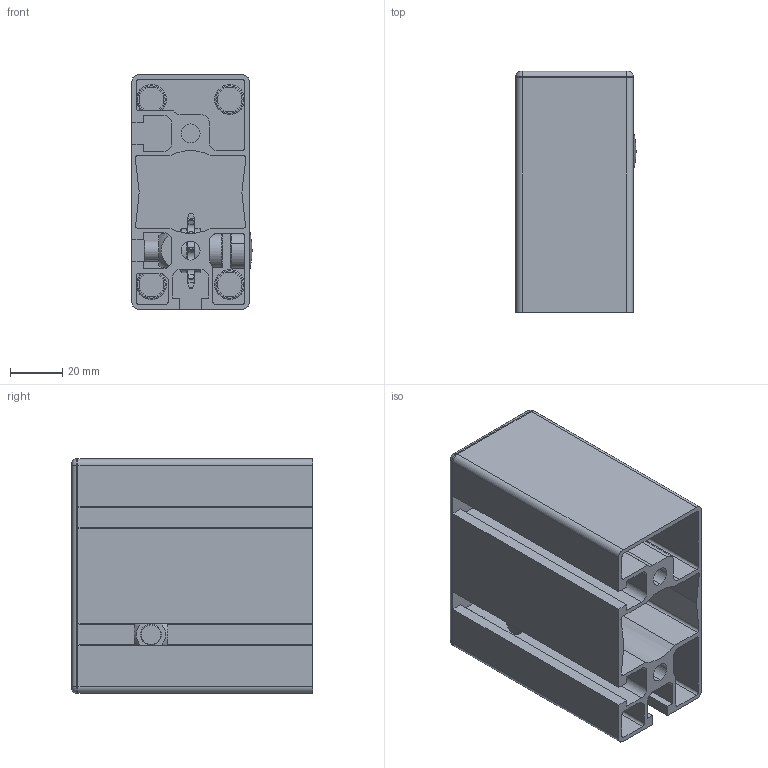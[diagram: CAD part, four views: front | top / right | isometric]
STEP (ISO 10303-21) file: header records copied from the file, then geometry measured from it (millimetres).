
FILE_DESCRIPTION (( 'STEP AP203' ), '1' );
FILE_NAME ('084.521.001.STEP', '2013-01-28T12:16:28', ( 'Alusic' ), ( 'Alusic' ), 'SwSTEP 2.0', 'SolidWorks 2011', '' );
FILE_SCHEMA (( 'CONFIG_CONTROL_DESIGN' ));
Length unit declared in the file: millimetre
Products named in the file (9): 70801b SX; 084.521.001; 084.202.005 SX; 084.201.019 SX; 084.302.000 DADI ALUSIC 13x13 SX_084.302.004; 084.301.000 VITI ALUSIC SX_084.301.004; Z14_PreviewCfg; 70801a SX; 084.521.201 SX_Default<A macchina>
Assembly tree (8 placements, depth 2):
  084.521.001
    084.301.000 VITI ALUSIC SX_084.301.004
    Z14_PreviewCfg
    084.202.005 SX
    70801b SX
    70801a SX
    084.201.019 SX
    084.302.000 DADI ALUSIC 13x13 SX_084.302.004
    084.521.201 SX_Default<A macchina>
Bounding box: 46.11 x 92.5 x 90 mm (x, y, z)
Volume: 103752.5 mm3; surface area: 92078.8 mm2
Topology: 8 solids, 8 shells, 326 faces, 862 edges, 562 vertices
Faces by surface type: cylinder 162, plane 102, torus 46, cone 12, sphere 4
Entity records: 11751 total; most frequent: CARTESIAN_POINT 2621, DIRECTION 1728, ORIENTED_EDGE 1724, EDGE_CURVE 862, AXIS2_PLACEMENT_3D 671, VERTEX_POINT 562, VECTOR 386, LINE 386
